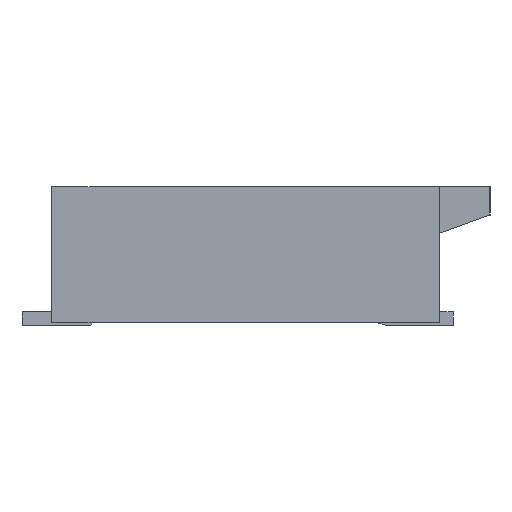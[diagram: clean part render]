
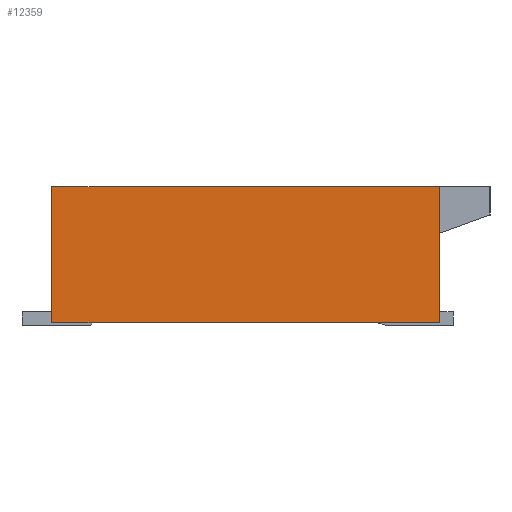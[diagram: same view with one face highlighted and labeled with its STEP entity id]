
A CAD part, left-side view. The second image highlights one B-rep face of the part: STEP entity #12359.
In plain terms, the highlighted planar face has unit normal (-1, 0, 0).
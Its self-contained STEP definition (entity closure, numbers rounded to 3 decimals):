
#9889 = VERTEX_POINT('',#9890);
#9890 = CARTESIAN_POINT('',(-6.605,-1.534,
    0.02));
#9896 = EDGE_CURVE('',#9897,#9889,#9899,.T.);
#9897 = VERTEX_POINT('',#9898);
#9898 = CARTESIAN_POINT('',(-6.605,1.316,
    0.02));
#9899 = LINE('',#9900,#9901);
#9900 = CARTESIAN_POINT('',(-6.605,1.316,
    0.02));
#9901 = VECTOR('',#9902,1.);
#9902 = DIRECTION('',(0.,-1.,0.));
#11355 = EDGE_CURVE('',#11356,#9897,#11358,.T.);
#11356 = VERTEX_POINT('',#11357);
#11357 = CARTESIAN_POINT('',(-6.605,1.316,
    1.02));
#11358 = LINE('',#11359,#11360);
#11359 = CARTESIAN_POINT('',(-6.605,1.316,
    1.02));
#11360 = VECTOR('',#11361,1.);
#11361 = DIRECTION('',(-0.,-0.,-1.));
#12305 = VERTEX_POINT('',#12306);
#12306 = CARTESIAN_POINT('',(-6.605,-1.534,
    1.02));
#12312 = EDGE_CURVE('',#12305,#9889,#12313,.T.);
#12313 = LINE('',#12314,#12315);
#12314 = CARTESIAN_POINT('',(-6.605,-1.534,
    1.02));
#12315 = VECTOR('',#12316,1.);
#12316 = DIRECTION('',(-0.,-0.,-1.));
#12359 = ADVANCED_FACE('',(#12360),#12371,.F.);
#12360 = FACE_BOUND('',#12361,.T.);
#12361 = EDGE_LOOP('',(#12362,#12363,#12364,#12370));
#12362 = ORIENTED_EDGE('',*,*,#9896,.T.);
#12363 = ORIENTED_EDGE('',*,*,#12312,.F.);
#12364 = ORIENTED_EDGE('',*,*,#12365,.F.);
#12365 = EDGE_CURVE('',#11356,#12305,#12366,.T.);
#12366 = LINE('',#12367,#12368);
#12367 = CARTESIAN_POINT('',(-6.605,1.316,
    1.02));
#12368 = VECTOR('',#12369,1.);
#12369 = DIRECTION('',(0.,-1.,0.));
#12370 = ORIENTED_EDGE('',*,*,#11355,.T.);
#12371 = PLANE('',#12372);
#12372 = AXIS2_PLACEMENT_3D('',#12373,#12374,#12375);
#12373 = CARTESIAN_POINT('',(-6.605,1.316,
    1.02));
#12374 = DIRECTION('',(1.,0.,0.));
#12375 = DIRECTION('',(0.,1.,0.));
